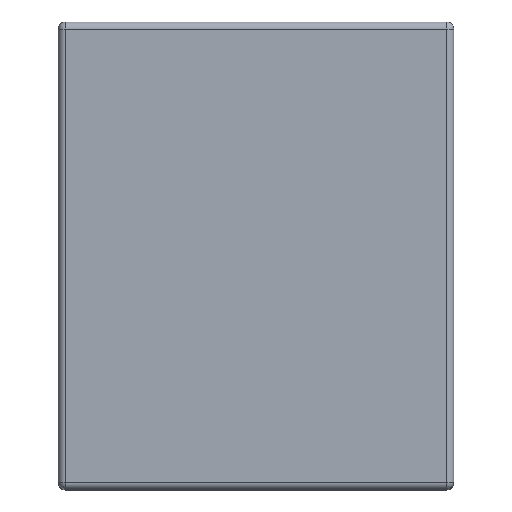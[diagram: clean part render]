
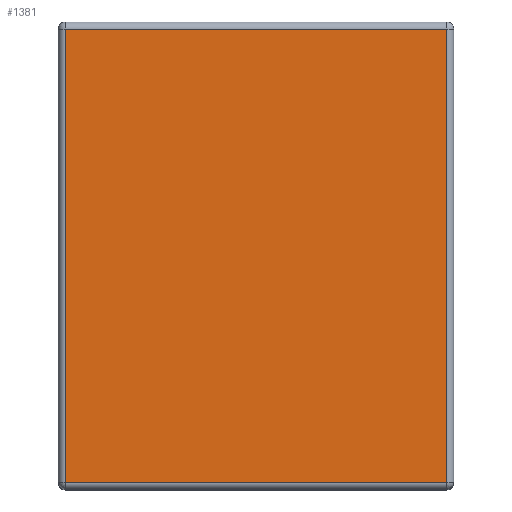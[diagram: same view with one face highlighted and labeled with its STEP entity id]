
A CAD part, top view. The second image highlights one B-rep face of the part: STEP entity #1381.
In plain terms, the highlighted free-form (B-spline) face has degree [1, 1] with [2, 2] control points.
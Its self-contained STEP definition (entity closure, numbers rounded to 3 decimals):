
#996=CARTESIAN_POINT('',(13.25,15.75,21.3));
#997=VERTEX_POINT('',#996);
#1031=CARTESIAN_POINT('',(-13.25,15.75,21.3));
#1032=VERTEX_POINT('',#1031);
#1057=CARTESIAN_POINT('',(13.25,-15.75,21.3));
#1058=VERTEX_POINT('',#1057);
#1090=CARTESIAN_POINT('',(-13.25,-15.75,21.3));
#1091=VERTEX_POINT('',#1090);
#1165=CARTESIAN_POINT('',(13.25,-15.75,21.3));
#1166=DIRECTION('',(-1.0,0.0,0.0));
#1167=VECTOR('',#1166,26.5);
#1168=LINE('',#1165,#1167);
#1169=EDGE_CURVE('',#1058,#1091,#1168,.T.);
#1187=CARTESIAN_POINT('',(-13.25,-15.75,21.3));
#1188=DIRECTION('',(0.0,1.0,0.0));
#1189=VECTOR('',#1188,31.5);
#1190=LINE('',#1187,#1189);
#1191=EDGE_CURVE('',#1091,#1032,#1190,.T.);
#1209=CARTESIAN_POINT('',(13.25,15.75,21.3));
#1210=DIRECTION('',(0.0,-1.0,0.0));
#1211=VECTOR('',#1210,31.5);
#1212=LINE('',#1209,#1211);
#1213=EDGE_CURVE('',#997,#1058,#1212,.T.);
#1263=CARTESIAN_POINT('',(-13.25,15.75,21.3));
#1264=DIRECTION('',(1.0,0.0,0.0));
#1265=VECTOR('',#1264,26.5);
#1266=LINE('',#1263,#1265);
#1267=EDGE_CURVE('',#1032,#997,#1266,.T.);
#1370=CARTESIAN_POINT('',(13.25,-15.75,21.3));
#1371=CARTESIAN_POINT('',(13.25,15.75,21.3));
#1372=CARTESIAN_POINT('',(-13.25,-15.75,21.3));
#1373=CARTESIAN_POINT('',(-13.25,15.75,21.3));
#1374=B_SPLINE_SURFACE_WITH_KNOTS('',1,1,((#1370,#1372),(#1371,#1373)),.UNSPECIFIED.,.F.,.F.,.U.,(2,2),(2,2),(0.0,31.5),(0.0,26.5),.UNSPECIFIED.);
#1375=ORIENTED_EDGE('',*,*,#1169,.F.);
#1376=ORIENTED_EDGE('',*,*,#1213,.F.);
#1377=ORIENTED_EDGE('',*,*,#1267,.F.);
#1378=ORIENTED_EDGE('',*,*,#1191,.F.);
#1379=EDGE_LOOP('',(#1375,#1376,#1377,#1378));
#1380=FACE_OUTER_BOUND('',#1379,.T.);
#1381=ADVANCED_FACE('',(#1380),#1374,.T.);
